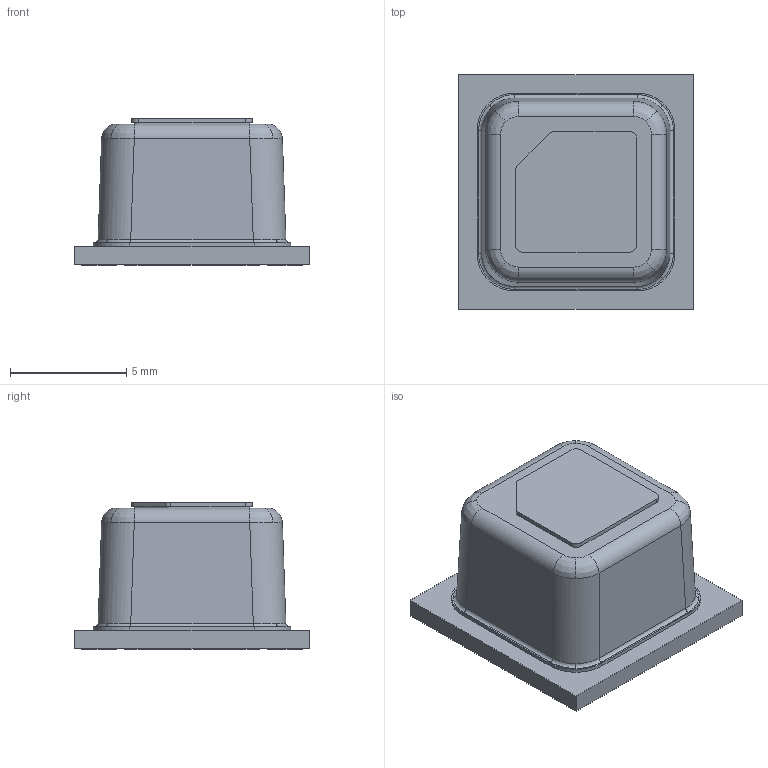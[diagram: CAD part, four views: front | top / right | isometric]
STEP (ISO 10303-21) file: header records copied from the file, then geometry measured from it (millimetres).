
FILE_DESCRIPTION (( 'STEP AP214' ), '1' );
FILE_NAME ('149693-00_SCD4x_Datasheet.STEP', '2021-02-15T09:24:18', ( '' ), ( '' ), 'SwSTEP 2.0', 'SolidWorks 2019', '' );
FILE_SCHEMA (( 'AUTOMOTIVE_DESIGN' ));
Length unit declared in the file: millimetre
Products named in the file (1): 149693-00_SCD4x_Datasheet
Bounding box: 10.1 x 10.1 x 6.31 mm (x, y, z)
Volume: 407.3 mm3; surface area: 386.9 mm2
Topology: 1 solids, 1 shells, 193 faces, 470 edges, 308 vertices
Faces by surface type: plane 149, cylinder 28, bspline 16
Entity records: 7647 total; most frequent: CARTESIAN_POINT 1276, ORIENTED_EDGE 940, DIRECTION 850, EDGE_CURVE 470, LINE 382, VECTOR 382, VERTEX_POINT 308, AXIS2_PLACEMENT_3D 234
